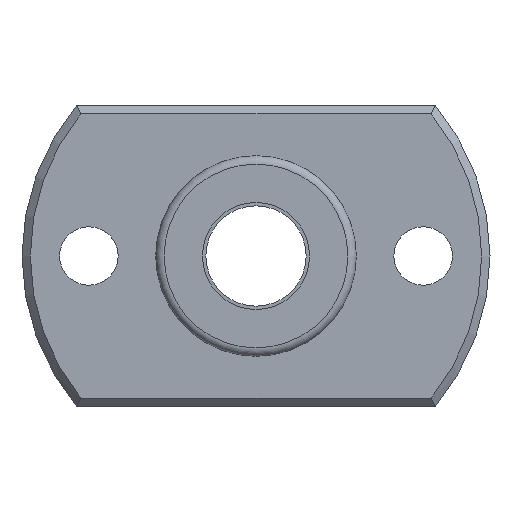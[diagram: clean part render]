
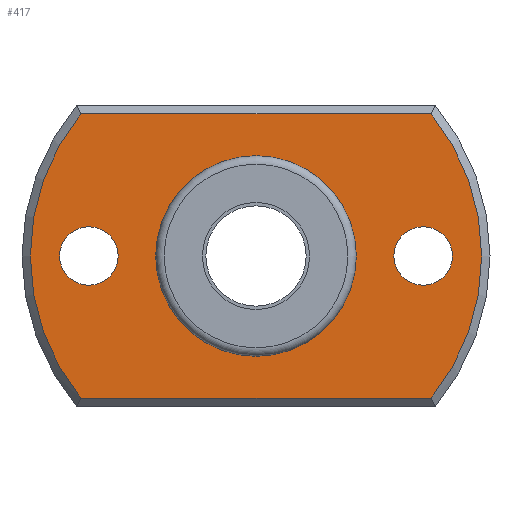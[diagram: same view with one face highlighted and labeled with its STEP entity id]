
A CAD part, left-side view. The second image highlights one B-rep face of the part: STEP entity #417.
In plain terms, the highlighted planar face has unit normal (-1, 0, 0).
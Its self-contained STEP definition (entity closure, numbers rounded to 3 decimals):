
#42=LINE('',#703,#54);
#43=LINE('',#708,#55);
#54=VECTOR('',#571,1000.);
#55=VECTOR('',#574,1000.);
#60=PLANE('',#475);
#101=ORIENTED_EDGE('',*,*,#193,.T.);
#102=ORIENTED_EDGE('',*,*,#194,.T.);
#103=ORIENTED_EDGE('',*,*,#195,.T.);
#104=ORIENTED_EDGE('',*,*,#196,.T.);
#105=ORIENTED_EDGE('',*,*,#197,.T.);
#106=ORIENTED_EDGE('',*,*,#198,.T.);
#107=ORIENTED_EDGE('',*,*,#171,.F.);
#171=EDGE_CURVE('',#220,#220,#257,.F.);
#193=EDGE_CURVE('',#238,#239,#42,.T.);
#194=EDGE_CURVE('',#239,#240,#269,.F.);
#195=EDGE_CURVE('',#240,#241,#43,.T.);
#196=EDGE_CURVE('',#241,#238,#270,.F.);
#197=EDGE_CURVE('',#242,#242,#271,.T.);
#198=EDGE_CURVE('',#243,#243,#272,.T.);
#220=VERTEX_POINT('',#656);
#238=VERTEX_POINT('',#704);
#239=VERTEX_POINT('',#705);
#240=VERTEX_POINT('',#707);
#241=VERTEX_POINT('',#709);
#242=VERTEX_POINT('',#712);
#243=VERTEX_POINT('',#714);
#257=CIRCLE('',#456,6.);
#269=CIRCLE('',#476,13.5);
#270=CIRCLE('',#477,13.5);
#271=CIRCLE('',#478,1.75);
#272=CIRCLE('',#479,1.75);
#299=EDGE_LOOP('',(#101,#102,#103,#104));
#300=EDGE_LOOP('',(#105));
#301=EDGE_LOOP('',(#106));
#302=EDGE_LOOP('',(#107));
#355=FACE_BOUND('',#299,.T.);
#356=FACE_BOUND('',#300,.T.);
#357=FACE_BOUND('',#301,.T.);
#358=FACE_BOUND('',#302,.T.);
#417=ADVANCED_FACE('',(#355,#356,#357,#358),#60,.F.);
#456=AXIS2_PLACEMENT_3D('',#655,#521,#522);
#475=AXIS2_PLACEMENT_3D('',#702,#569,#570);
#476=AXIS2_PLACEMENT_3D('',#706,#572,#573);
#477=AXIS2_PLACEMENT_3D('',#710,#575,#576);
#478=AXIS2_PLACEMENT_3D('',#711,#577,#578);
#479=AXIS2_PLACEMENT_3D('',#713,#579,#580);
#521=DIRECTION('',(1.,0.,0.));
#522=DIRECTION('',(0.,0.,-1.));
#569=DIRECTION('',(1.,0.,0.));
#570=DIRECTION('',(0.,0.,-1.));
#571=DIRECTION('',(0.,1.,0.));
#572=DIRECTION('',(1.,0.,0.));
#573=DIRECTION('',(0.,0.,-1.));
#574=DIRECTION('',(0.,-1.,0.));
#575=DIRECTION('',(1.,0.,0.));
#576=DIRECTION('',(0.,0.,-1.));
#577=DIRECTION('',(1.,0.,0.));
#578=DIRECTION('',(0.,0.,-1.));
#579=DIRECTION('',(1.,0.,0.));
#580=DIRECTION('',(0.,0.,-1.));
#655=CARTESIAN_POINT('',(-5.,0.,0.));
#656=CARTESIAN_POINT('',(-5.,0.,-6.));
#702=CARTESIAN_POINT('',(-5.,0.,0.));
#703=CARTESIAN_POINT('',(-5.,10.724,8.5));
#704=CARTESIAN_POINT('',(-5.,-10.488,8.5));
#705=CARTESIAN_POINT('',(-5.,10.488,8.5));
#706=CARTESIAN_POINT('',(-5.,0.,0.));
#707=CARTESIAN_POINT('',(-5.,10.488,-8.5));
#708=CARTESIAN_POINT('',(-5.,-10.724,-8.5));
#709=CARTESIAN_POINT('',(-5.,-10.488,-8.5));
#710=CARTESIAN_POINT('',(-5.,0.,0.));
#711=CARTESIAN_POINT('',(-5.,-10.,0.));
#712=CARTESIAN_POINT('',(-5.,-10.,-1.75));
#713=CARTESIAN_POINT('',(-5.,10.,0.));
#714=CARTESIAN_POINT('',(-5.,10.,-1.75));
